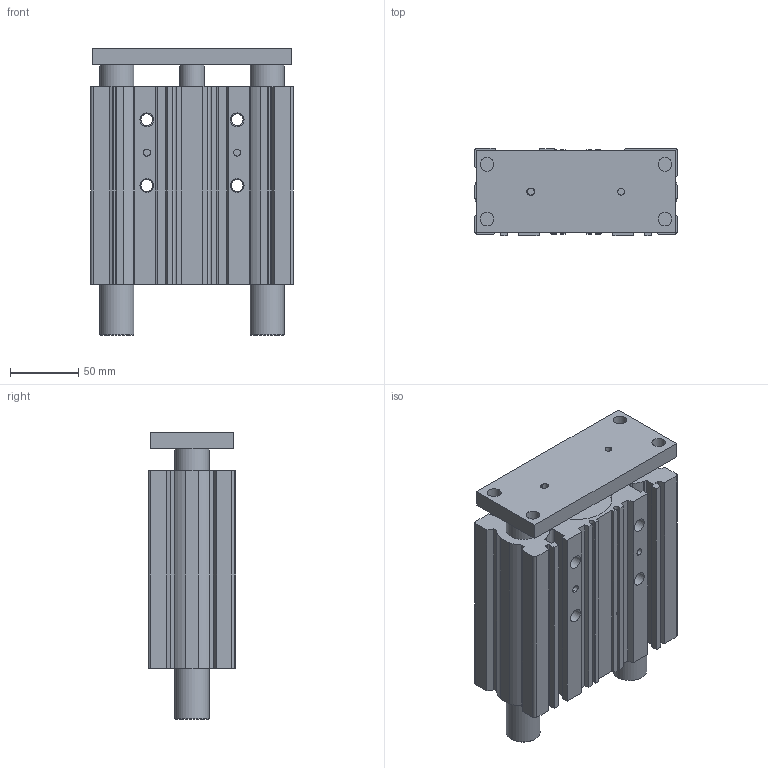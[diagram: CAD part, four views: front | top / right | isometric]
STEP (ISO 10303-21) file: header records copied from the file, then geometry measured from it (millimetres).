
FILE_DESCRIPTION(/* description */ (''),/* implementation_level */ '2;1');
FILE_NAME(/* name */ 'RASMGPM50-100-F.step',/* time_stamp */ '2023-11-14T12:34:52-05:00',/* author */ (''),/* organization */ (''),/* preprocessor_version */ 'ST-DEVELOPER v20',/* originating_system */ 'Autodesk Translation Framework v12.14.0.127',/* authorisation */ '');
FILE_SCHEMA (('AUTOMOTIVE_DESIGN { 1 0 10303 214 3 1 1 }'));
Length unit declared in the file: millimetre
Products named in the file (4): RASMGPM50-100-F; MGPM50-100Z TUBE_50; MGPM50-100Z ROD_50M; MGPM50-100Z PLUG_Rc14
Assembly tree (4 placements, depth 2):
  RASMGPM50-100-F
    MGPM50-100Z TUBE_50
    MGPM50-100Z ROD_50M
    MGPM50-100Z PLUG_Rc14  x2
Bounding box: 148 x 64 x 209.5 mm (x, y, z)
Volume: 1140165.1 mm3; surface area: 225586.5 mm2
Topology: 4 solids, 4 shells, 614 faces, 1601 edges, 1039 vertices
Faces by surface type: plane 367, bspline 167, cylinder 66, cone 14
Full cylindrical faces by diameter (mm): 5 x6, 8.6 x4, 10 x12, 10.7 x4, 14 x4, 18 x2, 25 x4, 49.9 x1, 50 x2, 52 x1
Entity records: 28774 total; most frequent: CARTESIAN_POINT 14419, ORIENTED_EDGE 3154, DIRECTION 2329, EDGE_CURVE 1577, VERTEX_POINT 1023, LINE 987, VECTOR 987, AXIS2_PLACEMENT_3D 671
